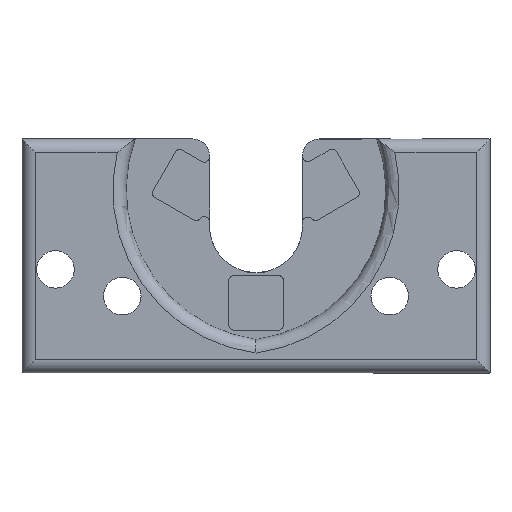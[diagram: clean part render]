
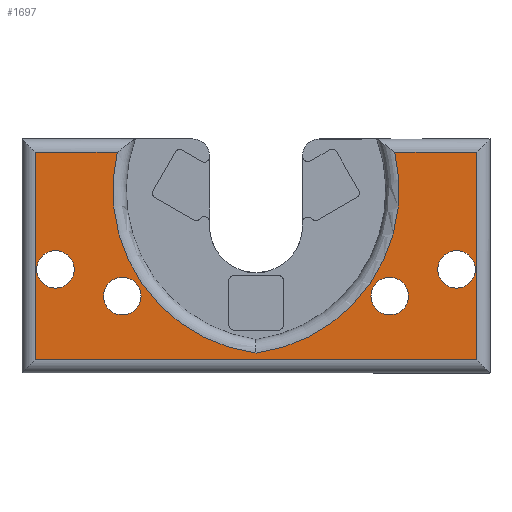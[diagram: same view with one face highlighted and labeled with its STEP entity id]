
A CAD part, front view. The second image highlights one B-rep face of the part: STEP entity #1697.
In plain terms, the highlighted planar face has unit normal (0, -1, 0).
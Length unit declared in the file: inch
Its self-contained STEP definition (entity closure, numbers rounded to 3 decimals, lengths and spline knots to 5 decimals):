
#4 = DIRECTION ( 'NONE',  ( -1., 0., 0. ) ) ;
#17 = CARTESIAN_POINT ( 'NONE',  ( 1.5, -0.23, -0.3595 ) ) ;
#25 = LINE ( 'NONE', #2250, #1552 ) ;
#54 = FACE_OUTER_BOUND ( 'NONE', #1573, .T. ) ;
#57 = DIRECTION ( 'NONE',  ( 0., 0., -1. ) ) ;
#86 = LINE ( 'NONE', #841, #550 ) ;
#91 = EDGE_CURVE ( 'NONE', #1609, #1139, #86, .T. ) ;
#100 = VERTEX_POINT ( 'NONE', #1216 ) ;
#114 = DIRECTION ( 'NONE',  ( 0., 0., -1. ) ) ;
#115 = VERTEX_POINT ( 'NONE', #2315 ) ;
#125 = CARTESIAN_POINT ( 'NONE',  ( 1.65, -0.23, 0.475 ) ) ;
#140 = CIRCLE ( 'NONE', #1131, 1.22843 ) ;
#146 = DIRECTION ( 'NONE',  ( 0., -1., 0. ) ) ;
#165 = AXIS2_PLACEMENT_3D ( 'NONE', #1483, #1083, #1830 ) ;
#189 = ORIENTED_EDGE ( 'NONE', *, *, #1807, .T. ) ;
#193 = DIRECTION ( 'NONE',  ( 0., -1., 0. ) ) ;
#205 = VECTOR ( 'NONE', #4, 39.37008 ) ;
#230 = CARTESIAN_POINT ( 'NONE',  ( 0.15755, -0.23, 0.09238 ) ) ;
#248 = CIRCLE ( 'NONE', #165, 0.1405 ) ;
#274 = ORIENTED_EDGE ( 'NONE', *, *, #1533, .T. ) ;
#284 = EDGE_CURVE ( 'NONE', #2154, #1412, #1496, .T. ) ;
#301 = DIRECTION ( 'NONE',  ( 0., 0., -1. ) ) ;
#320 = ORIENTED_EDGE ( 'NONE', *, *, #2418, .T. ) ;
#351 = DIRECTION ( 'NONE',  ( 0., -1., 0. ) ) ;
#353 = ORIENTED_EDGE ( 'NONE', *, *, #1772, .F. ) ;
#354 = ORIENTED_EDGE ( 'NONE', *, *, #1657, .F. ) ;
#378 = EDGE_CURVE ( 'NONE', #829, #115, #845, .T. ) ;
#392 = DIRECTION ( 'NONE',  ( -1., 0., 0. ) ) ;
#428 = LINE ( 'NONE', #1021, #1498 ) ;
#468 = ORIENTED_EDGE ( 'NONE', *, *, #378, .F. ) ;
#479 = CIRCLE ( 'NONE', #1901, 0.1405 ) ;
#487 = DIRECTION ( 'NONE',  ( 0., -1., 0. ) ) ;
#496 = DIRECTION ( 'NONE',  ( 0., 0., -1. ) ) ;
#525 = CARTESIAN_POINT ( 'NONE',  ( -1., -0.23, -0.8405 ) ) ;
#550 = VECTOR ( 'NONE', #1403, 39.37008 ) ;
#585 = EDGE_CURVE ( 'NONE', #2147, #1686, #428, .T. ) ;
#590 = DIRECTION ( 'NONE',  ( 0., 0., -1. ) ) ;
#605 = DIRECTION ( 'NONE',  ( 0., 1., 0. ) ) ;
#614 = DIRECTION ( 'NONE',  ( 0., -1., 0. ) ) ;
#621 = FACE_BOUND ( 'NONE', #1975, .T. ) ;
#651 = VERTEX_POINT ( 'NONE', #675 ) ;
#674 = AXIS2_PLACEMENT_3D ( 'NONE', #2294, #614, #1713 ) ;
#675 = CARTESIAN_POINT ( 'NONE',  ( 1.5, -0.23, -0.6405 ) ) ;
#711 = CARTESIAN_POINT ( 'NONE',  ( -1.03792, -0.23, 0.375 ) ) ;
#715 = AXIS2_PLACEMENT_3D ( 'NONE', #1845, #146, #2238 ) ;
#726 = AXIS2_PLACEMENT_3D ( 'NONE', #1517, #605, #2107 ) ;
#777 = AXIS2_PLACEMENT_3D ( 'NONE', #1690, #1154, #590 ) ;
#799 = CARTESIAN_POINT ( 'NONE',  ( 1., -0.23, -0.8405 ) ) ;
#805 = ORIENTED_EDGE ( 'NONE', *, *, #585, .T. ) ;
#807 = PLANE ( 'NONE',  #1725 ) ;
#828 = ORIENTED_EDGE ( 'NONE', *, *, #2018, .F. ) ;
#829 = VERTEX_POINT ( 'NONE', #799 ) ;
#841 = CARTESIAN_POINT ( 'NONE',  ( 0.15755, -0.23, -1.175 ) ) ;
#845 = CIRCLE ( 'NONE', #674, 0.1405 ) ;
#859 = VERTEX_POINT ( 'NONE', #17 ) ;
#860 = AXIS2_PLACEMENT_3D ( 'NONE', #995, #193, #57 ) ;
#862 = VERTEX_POINT ( 'NONE', #939 ) ;
#866 = ORIENTED_EDGE ( 'NONE', *, *, #284, .F. ) ;
#893 = LINE ( 'NONE', #125, #2180 ) ;
#916 = DIRECTION ( 'NONE',  ( 0., 0., -1. ) ) ;
#939 = CARTESIAN_POINT ( 'NONE',  ( -1., -0.23, -0.5595 ) ) ;
#943 = ORIENTED_EDGE ( 'NONE', *, *, #1788, .F. ) ;
#958 = ORIENTED_EDGE ( 'NONE', *, *, #1342, .F. ) ;
#962 = CIRCLE ( 'NONE', #726, 1.22843 ) ;
#991 = FACE_BOUND ( 'NONE', #1310, .T. ) ;
#995 = CARTESIAN_POINT ( 'NONE',  ( -1., -0.23, -0.7 ) ) ;
#1021 = CARTESIAN_POINT ( 'NONE',  ( 0.90403, -0.23, 0.375 ) ) ;
#1059 = AXIS2_PLACEMENT_3D ( 'NONE', #2392, #487, #496 ) ;
#1060 = CARTESIAN_POINT ( 'NONE',  ( -1.5, -0.23, -0.6405 ) ) ;
#1083 = DIRECTION ( 'NONE',  ( 0., -1., 0. ) ) ;
#1102 = DIRECTION ( 'NONE',  ( 0., 0., 1. ) ) ;
#1131 = AXIS2_PLACEMENT_3D ( 'NONE', #2361, #1633, #916 ) ;
#1139 = VERTEX_POINT ( 'NONE', #1302 ) ;
#1154 = DIRECTION ( 'NONE',  ( 0., -1., 0. ) ) ;
#1176 = VERTEX_POINT ( 'NONE', #2075 ) ;
#1195 = DIRECTION ( 'NONE',  ( 0., -1., 0. ) ) ;
#1199 = VERTEX_POINT ( 'NONE', #711 ) ;
#1216 = CARTESIAN_POINT ( 'NONE',  ( 0., -0.23, -1.12591 ) ) ;
#1261 = DIRECTION ( 'NONE',  ( 0., -1., 0. ) ) ;
#1295 = ORIENTED_EDGE ( 'NONE', *, *, #1470, .F. ) ;
#1302 = CARTESIAN_POINT ( 'NONE',  ( 1.65, -0.23, -1.175 ) ) ;
#1310 = EDGE_LOOP ( 'NONE', ( #468, #943 ) ) ;
#1335 = DIRECTION ( 'NONE',  ( 0., 0., -1. ) ) ;
#1342 = EDGE_CURVE ( 'NONE', #2247, #862, #1449, .T. ) ;
#1358 = LINE ( 'NONE', #2053, #205 ) ;
#1403 = DIRECTION ( 'NONE',  ( 1., 0., 0. ) ) ;
#1412 = VERTEX_POINT ( 'NONE', #1060 ) ;
#1415 = CIRCLE ( 'NONE', #777, 0.1405 ) ;
#1449 = CIRCLE ( 'NONE', #860, 0.1405 ) ;
#1470 = EDGE_CURVE ( 'NONE', #862, #2247, #1948, .T. ) ;
#1479 = CARTESIAN_POINT ( 'NONE',  ( -1.5, -0.23, -0.3595 ) ) ;
#1483 = CARTESIAN_POINT ( 'NONE',  ( 1.5, -0.23, -0.5 ) ) ;
#1489 = CARTESIAN_POINT ( 'NONE',  ( -1.65, -0.23, -1.175 ) ) ;
#1496 = CIRCLE ( 'NONE', #715, 0.1405 ) ;
#1498 = VECTOR ( 'NONE', #392, 39.37008 ) ;
#1517 = CARTESIAN_POINT ( 'NONE',  ( -0.15755, -0.23, 0.09238 ) ) ;
#1533 = EDGE_CURVE ( 'NONE', #1139, #2147, #893, .T. ) ;
#1539 = EDGE_CURVE ( 'NONE', #100, #1199, #140, .T. ) ;
#1552 = VECTOR ( 'NONE', #1335, 39.37008 ) ;
#1573 = EDGE_LOOP ( 'NONE', ( #1923, #1922, #189, #320, #1982, #274, #805 ) ) ;
#1609 = VERTEX_POINT ( 'NONE', #1489 ) ;
#1633 = DIRECTION ( 'NONE',  ( 0., 1., 0. ) ) ;
#1634 = CARTESIAN_POINT ( 'NONE',  ( 1., -0.23, -0.7 ) ) ;
#1648 = EDGE_LOOP ( 'NONE', ( #353, #828 ) ) ;
#1657 = EDGE_CURVE ( 'NONE', #1412, #2154, #1415, .T. ) ;
#1672 = AXIS2_PLACEMENT_3D ( 'NONE', #1775, #1195, #301 ) ;
#1686 = VERTEX_POINT ( 'NONE', #1888 ) ;
#1690 = CARTESIAN_POINT ( 'NONE',  ( -1.5, -0.23, -0.5 ) ) ;
#1697 = ADVANCED_FACE ( 'NONE', ( #621, #991, #2115, #1918, #54 ), #807, .T. ) ;
#1713 = DIRECTION ( 'NONE',  ( 0., 0., -1. ) ) ;
#1725 = AXIS2_PLACEMENT_3D ( 'NONE', #230, #1261, #1856 ) ;
#1772 = EDGE_CURVE ( 'NONE', #651, #859, #248, .T. ) ;
#1775 = CARTESIAN_POINT ( 'NONE',  ( 1.5, -0.23, -0.5 ) ) ;
#1788 = EDGE_CURVE ( 'NONE', #115, #829, #479, .T. ) ;
#1807 = EDGE_CURVE ( 'NONE', #1199, #1176, #1358, .T. ) ;
#1830 = DIRECTION ( 'NONE',  ( 0., 0., -1. ) ) ;
#1845 = CARTESIAN_POINT ( 'NONE',  ( -1.5, -0.23, -0.5 ) ) ;
#1856 = DIRECTION ( 'NONE',  ( 0., 0., -1. ) ) ;
#1888 = CARTESIAN_POINT ( 'NONE',  ( 1.03792, -0.23, 0.375 ) ) ;
#1901 = AXIS2_PLACEMENT_3D ( 'NONE', #1634, #351, #114 ) ;
#1918 = FACE_BOUND ( 'NONE', #1648, .T. ) ;
#1922 = ORIENTED_EDGE ( 'NONE', *, *, #1539, .T. ) ;
#1923 = ORIENTED_EDGE ( 'NONE', *, *, #1949, .T. ) ;
#1948 = CIRCLE ( 'NONE', #1059, 0.1405 ) ;
#1949 = EDGE_CURVE ( 'NONE', #1686, #100, #962, .T. ) ;
#1975 = EDGE_LOOP ( 'NONE', ( #354, #866 ) ) ;
#1982 = ORIENTED_EDGE ( 'NONE', *, *, #91, .T. ) ;
#2018 = EDGE_CURVE ( 'NONE', #859, #651, #2369, .T. ) ;
#2053 = CARTESIAN_POINT ( 'NONE',  ( -1.75, -0.23, 0.375 ) ) ;
#2075 = CARTESIAN_POINT ( 'NONE',  ( -1.65, -0.23, 0.375 ) ) ;
#2107 = DIRECTION ( 'NONE',  ( 0., 0., -1. ) ) ;
#2115 = FACE_BOUND ( 'NONE', #2246, .T. ) ;
#2147 = VERTEX_POINT ( 'NONE', #2391 ) ;
#2154 = VERTEX_POINT ( 'NONE', #1479 ) ;
#2180 = VECTOR ( 'NONE', #1102, 39.37008 ) ;
#2238 = DIRECTION ( 'NONE',  ( 0., 0., -1. ) ) ;
#2246 = EDGE_LOOP ( 'NONE', ( #958, #1295 ) ) ;
#2247 = VERTEX_POINT ( 'NONE', #525 ) ;
#2250 = CARTESIAN_POINT ( 'NONE',  ( -1.65, -0.23, 0.09238 ) ) ;
#2294 = CARTESIAN_POINT ( 'NONE',  ( 1., -0.23, -0.7 ) ) ;
#2315 = CARTESIAN_POINT ( 'NONE',  ( 1., -0.23, -0.5595 ) ) ;
#2361 = CARTESIAN_POINT ( 'NONE',  ( 0.15755, -0.23, 0.09238 ) ) ;
#2369 = CIRCLE ( 'NONE', #1672, 0.1405 ) ;
#2391 = CARTESIAN_POINT ( 'NONE',  ( 1.65, -0.23, 0.375 ) ) ;
#2392 = CARTESIAN_POINT ( 'NONE',  ( -1., -0.23, -0.7 ) ) ;
#2418 = EDGE_CURVE ( 'NONE', #1176, #1609, #25, .T. ) ;
